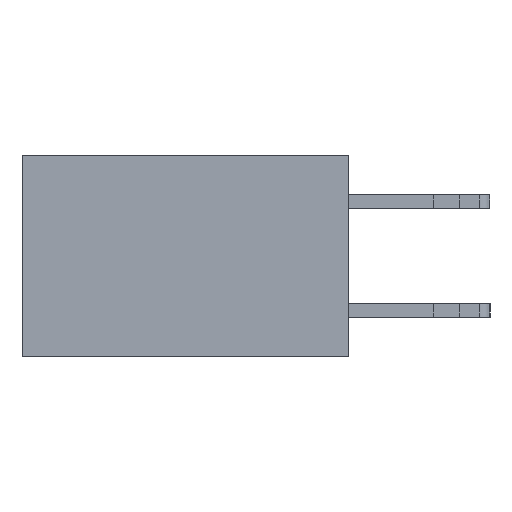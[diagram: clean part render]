
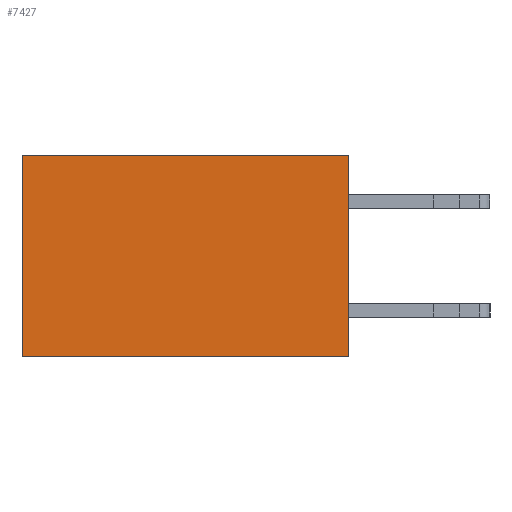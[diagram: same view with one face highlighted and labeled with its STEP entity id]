
A CAD part, left-side view. The second image highlights one B-rep face of the part: STEP entity #7427.
In plain terms, the highlighted planar face has unit normal (-1, 0, 0).
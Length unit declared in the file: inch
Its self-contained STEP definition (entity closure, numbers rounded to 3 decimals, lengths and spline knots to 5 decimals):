
#186 = LINE ( 'NONE', #6701, #13248 ) ;
#263 = LINE ( 'NONE', #4436, #13326 ) ;
#776 = ORIENTED_EDGE ( 'NONE', *, *, #9431, .F. ) ;
#1837 = VERTEX_POINT ( 'NONE', #11105 ) ;
#1847 = VECTOR ( 'NONE', #8098, 39.37008 ) ;
#4300 = DIRECTION ( 'NONE',  ( 0., 1., 0. ) ) ;
#4436 = CARTESIAN_POINT ( 'NONE',  ( 0.2615, 0., -0.37 ) ) ;
#4596 = CARTESIAN_POINT ( 'NONE',  ( 0.2615, 0.6, -0.37 ) ) ;
#5132 = EDGE_CURVE ( 'NONE', #12268, #9185, #13205, .T. ) ;
#5161 = VECTOR ( 'NONE', #11673, 39.37008 ) ;
#5176 = FACE_OUTER_BOUND ( 'NONE', #11390, .T. ) ;
#5986 = CARTESIAN_POINT ( 'NONE',  ( 0.2615, 0., -0.37 ) ) ;
#6274 = EDGE_CURVE ( 'NONE', #12268, #1837, #7465, .T. ) ;
#6468 = EDGE_CURVE ( 'NONE', #1837, #6739, #186, .T. ) ;
#6588 = DIRECTION ( 'NONE',  ( 0., 0., -1. ) ) ;
#6701 = CARTESIAN_POINT ( 'NONE',  ( 0.2615, 0.6, -0.37 ) ) ;
#6739 = VERTEX_POINT ( 'NONE', #4596 ) ;
#6901 = ORIENTED_EDGE ( 'NONE', *, *, #6468, .T. ) ;
#7427 = ADVANCED_FACE ( 'NONE', ( #5176 ), #8250, .F. ) ;
#7465 = LINE ( 'NONE', #8084, #1847 ) ;
#7894 = DIRECTION ( 'NONE',  ( 0., 0., -1. ) ) ;
#7949 = DIRECTION ( 'NONE',  ( 1., 0., 0. ) ) ;
#8020 = CARTESIAN_POINT ( 'NONE',  ( 0.2615, 0., -0.37 ) ) ;
#8084 = CARTESIAN_POINT ( 'NONE',  ( 0.2615, 0., 0. ) ) ;
#8098 = DIRECTION ( 'NONE',  ( 0., 1., 0. ) ) ;
#8250 = PLANE ( 'NONE',  #11781 ) ;
#8844 = ORIENTED_EDGE ( 'NONE', *, *, #5132, .F. ) ;
#9185 = VERTEX_POINT ( 'NONE', #5986 ) ;
#9334 = CARTESIAN_POINT ( 'NONE',  ( 0.2615, 0., 0. ) ) ;
#9431 = EDGE_CURVE ( 'NONE', #9185, #6739, #263, .T. ) ;
#11105 = CARTESIAN_POINT ( 'NONE',  ( 0.2615, 0.6, 0. ) ) ;
#11390 = EDGE_LOOP ( 'NONE', ( #6901, #776, #8844, #13221 ) ) ;
#11445 = CARTESIAN_POINT ( 'NONE',  ( 0.2615, 0., -0.37 ) ) ;
#11673 = DIRECTION ( 'NONE',  ( 0., 0., -1. ) ) ;
#11781 = AXIS2_PLACEMENT_3D ( 'NONE', #8020, #7949, #7894 ) ;
#12268 = VERTEX_POINT ( 'NONE', #9334 ) ;
#13205 = LINE ( 'NONE', #11445, #5161 ) ;
#13221 = ORIENTED_EDGE ( 'NONE', *, *, #6274, .T. ) ;
#13248 = VECTOR ( 'NONE', #6588, 39.37008 ) ;
#13326 = VECTOR ( 'NONE', #4300, 39.37008 ) ;
